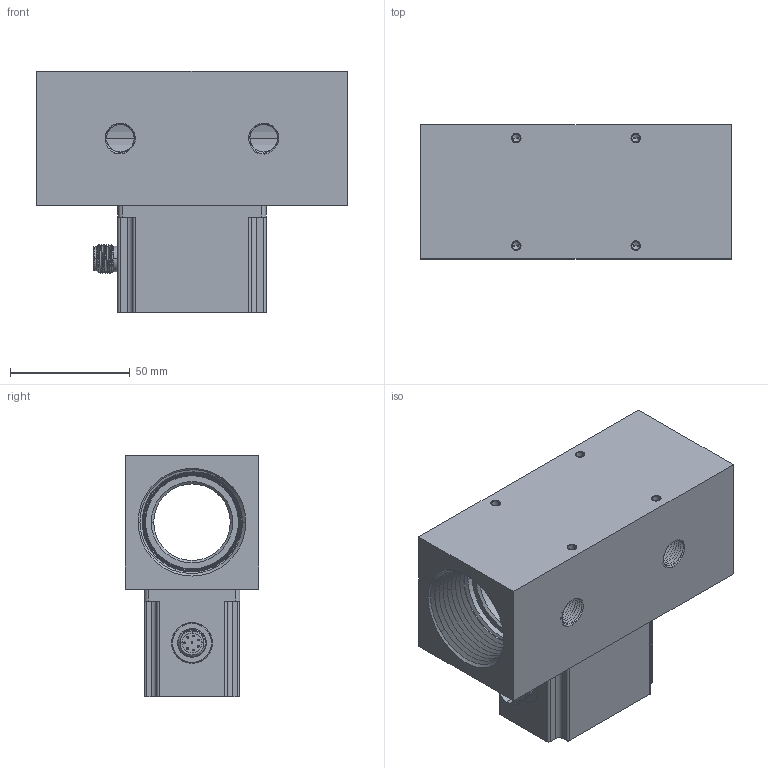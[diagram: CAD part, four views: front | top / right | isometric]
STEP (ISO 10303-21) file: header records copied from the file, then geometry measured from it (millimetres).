
FILE_DESCRIPTION((''),'2;1');
FILE_NAME('FM160-DN32-PT1-14K_ASM','2021-10-15T',('Administrator'),(''),'CREO PARAMETRIC BY PTC INC, 2014350','CREO PARAMETRIC BY PTC INC, 2014350','');
FILE_SCHEMA(('CONFIG_CONTROL_DESIGN'));
Products named in the file (5): FM160-PT1-14K-DN32; FTS510_2021_7_12; GB_T_70_1-2008_M2_5_8_; KYF12J8Z-M12-O-Q; FM160-DN32-PT1-14K_ASM
Assembly tree (7 placements, depth 2):
  FM160-DN32-PT1-14K_ASM
    FM160-PT1-14K-DN32
    FTS510_2021_7_12
    GB_T_70_1-2008_M2_5_8_  x4
    KYF12J8Z-M12-O-Q
Bounding box: 130 x 56 x 101 mm (x, y, z)
Volume: 299978.8 mm3; surface area: 82501.9 mm2
Topology: 7 solids, 15 shells, 1519 faces, 4069 edges, 2687 vertices
Faces by surface type: plane 1049, cylinder 277, bspline 106, cone 63, torus 24
Entity records: 58663 total; most frequent: CARTESIAN_POINT 22240, ORIENTED_EDGE 7798, DIRECTION 6969, EDGE_CURVE 3915, VECTOR 2989, LINE 2989, VERTEX_POINT 2603, AXIS2_PLACEMENT_3D 1990
